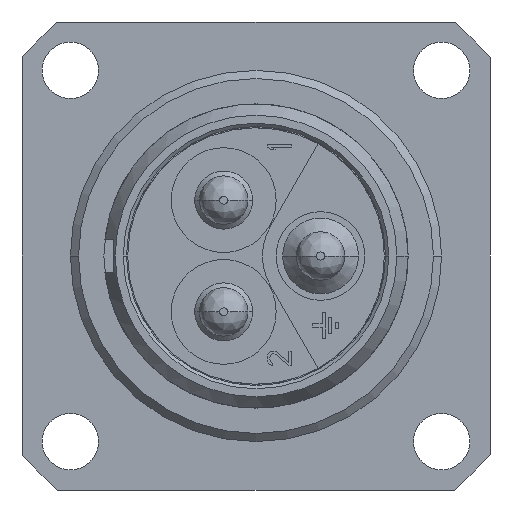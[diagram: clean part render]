
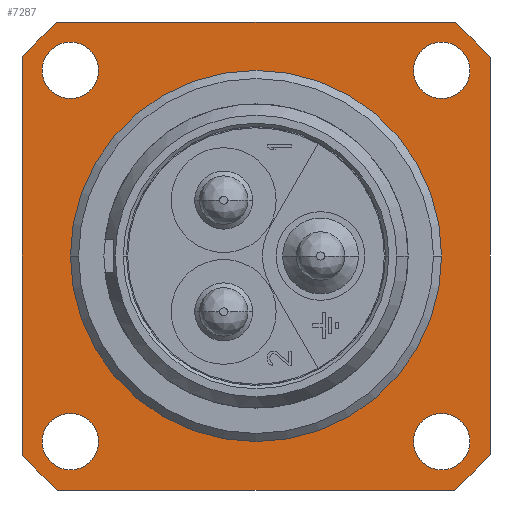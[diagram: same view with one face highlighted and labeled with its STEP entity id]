
A CAD part, left-side view. The second image highlights one B-rep face of the part: STEP entity #7287.
In plain terms, the highlighted planar face has unit normal (-1, 0, 0).
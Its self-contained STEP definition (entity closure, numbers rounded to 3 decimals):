
#447=CARTESIAN_POINT('',(-0.5,0.,0.));
#448=DIRECTION('',(1.,0.,0.));
#449=DIRECTION('',(0.,1.,0.));
#450=AXIS2_PLACEMENT_3D('',#447,#448,#449);
#460=CARTESIAN_POINT('',(-0.5,0.,0.));
#461=DIRECTION('',(1.,0.,0.));
#462=DIRECTION('',(0.,-1.,0.));
#463=AXIS2_PLACEMENT_3D('',#460,#461,#462);
#465=DIRECTION('',(0.,1.,0.));
#466=VECTOR('',#465,24.556);
#467=CARTESIAN_POINT('',(-0.5,-12.278,14.5));
#468=LINE('998',#467,#466);
#469=CARTESIAN_POINT('',(-0.5,0.,0.));
#470=DIRECTION('',(1.,0.,0.));
#471=DIRECTION('',(0.,-0.646,0.763));
#472=AXIS2_PLACEMENT_3D('',#469,#470,#471);
#474=DIRECTION('',(0.,0.,1.));
#475=VECTOR('',#474,24.556);
#476=CARTESIAN_POINT('',(-0.5,-14.5,-12.278));
#477=LINE('999',#476,#475);
#478=CARTESIAN_POINT('',(-0.5,0.,0.));
#479=DIRECTION('',(1.,0.,0.));
#480=DIRECTION('',(0.,-0.763,-0.646));
#481=AXIS2_PLACEMENT_3D('',#478,#479,#480);
#483=DIRECTION('',(0.,-1.,0.));
#484=VECTOR('',#483,24.556);
#485=CARTESIAN_POINT('',(-0.5,12.278,-14.5));
#486=LINE('1000',#485,#484);
#487=CARTESIAN_POINT('',(-0.5,0.,0.));
#488=DIRECTION('',(1.,0.,0.));
#489=DIRECTION('',(0.,0.646,-0.763));
#490=AXIS2_PLACEMENT_3D('',#487,#488,#489);
#492=DIRECTION('',(0.,0.,-1.));
#493=VECTOR('',#492,24.556);
#494=CARTESIAN_POINT('',(-0.5,14.5,12.278));
#495=LINE('1001',#494,#493);
#496=CARTESIAN_POINT('',(-0.5,0.,0.));
#497=DIRECTION('',(1.,0.,0.));
#498=DIRECTION('',(0.,0.763,0.646));
#499=AXIS2_PLACEMENT_3D('',#496,#497,#498);
#501=CARTESIAN_POINT('',(-0.5,11.5,-11.5));
#502=DIRECTION('',(-1.,0.,0.));
#503=DIRECTION('',(0.,0.,-1.));
#504=AXIS2_PLACEMENT_3D('',#501,#502,#503);
#506=CARTESIAN_POINT('',(-0.5,11.5,-11.5));
#507=DIRECTION('',(-1.,0.,0.));
#508=DIRECTION('',(0.,0.,1.));
#509=AXIS2_PLACEMENT_3D('',#506,#507,#508);
#511=CARTESIAN_POINT('',(-0.5,11.5,11.5));
#512=DIRECTION('',(-1.,0.,0.));
#513=DIRECTION('',(0.,0.,-1.));
#514=AXIS2_PLACEMENT_3D('',#511,#512,#513);
#516=CARTESIAN_POINT('',(-0.5,11.5,11.5));
#517=DIRECTION('',(-1.,0.,0.));
#518=DIRECTION('',(0.,0.,1.));
#519=AXIS2_PLACEMENT_3D('',#516,#517,#518);
#521=CARTESIAN_POINT('',(-0.5,-11.5,-11.5));
#522=DIRECTION('',(-1.,0.,0.));
#523=DIRECTION('',(0.,0.,-1.));
#524=AXIS2_PLACEMENT_3D('',#521,#522,#523);
#526=CARTESIAN_POINT('',(-0.5,-11.5,-11.5));
#527=DIRECTION('',(-1.,0.,0.));
#528=DIRECTION('',(0.,0.,1.));
#529=AXIS2_PLACEMENT_3D('',#526,#527,#528);
#531=CARTESIAN_POINT('',(-0.5,-11.5,11.5));
#532=DIRECTION('',(-1.,0.,0.));
#533=DIRECTION('',(0.,0.,-1.));
#534=AXIS2_PLACEMENT_3D('',#531,#532,#533);
#536=CARTESIAN_POINT('',(-0.5,-11.5,11.5));
#537=DIRECTION('',(-1.,0.,0.));
#538=DIRECTION('',(0.,0.,1.));
#539=AXIS2_PLACEMENT_3D('',#536,#537,#538);
#5660=CARTESIAN_POINT('',(-0.5,11.5,0.));
#5661=VERTEX_POINT('',#5660);
#5662=CARTESIAN_POINT('',(-0.5,-11.5,0.));
#5663=VERTEX_POINT('',#5662);
#5680=CARTESIAN_POINT('',(-0.5,11.5,-13.25));
#5681=CARTESIAN_POINT('',(-0.5,11.5,-9.75));
#5682=VERTEX_POINT('',#5680);
#5683=VERTEX_POINT('',#5681);
#5684=CARTESIAN_POINT('',(-0.5,11.5,9.75));
#5685=CARTESIAN_POINT('',(-0.5,11.5,13.25));
#5686=VERTEX_POINT('',#5684);
#5687=VERTEX_POINT('',#5685);
#5688=CARTESIAN_POINT('',(-0.5,-11.5,-13.25));
#5689=CARTESIAN_POINT('',(-0.5,-11.5,-9.75));
#5690=VERTEX_POINT('',#5688);
#5691=VERTEX_POINT('',#5689);
#5692=CARTESIAN_POINT('',(-0.5,-11.5,9.75));
#5693=CARTESIAN_POINT('',(-0.5,-11.5,13.25));
#5694=VERTEX_POINT('',#5692);
#5695=VERTEX_POINT('',#5693);
#5790=CARTESIAN_POINT('',(-0.5,-12.278,14.5));
#5791=CARTESIAN_POINT('',(-0.5,12.278,14.5));
#5792=VERTEX_POINT('',#5790);
#5793=VERTEX_POINT('',#5791);
#5794=CARTESIAN_POINT('',(-0.5,-14.5,-12.278));
#5795=CARTESIAN_POINT('',(-0.5,-14.5,12.278));
#5796=VERTEX_POINT('',#5794);
#5797=VERTEX_POINT('',#5795);
#5798=CARTESIAN_POINT('',(-0.5,12.278,-14.5));
#5799=CARTESIAN_POINT('',(-0.5,-12.278,-14.5));
#5800=VERTEX_POINT('',#5798);
#5801=VERTEX_POINT('',#5799);
#5802=CARTESIAN_POINT('',(-0.5,14.5,12.278));
#5803=CARTESIAN_POINT('',(-0.5,14.5,-12.278));
#5804=VERTEX_POINT('',#5802);
#5805=VERTEX_POINT('',#5803);
#7236=CARTESIAN_POINT('',(-0.5,0.,0.));
#7237=DIRECTION('',(1.,0.,0.));
#7238=DIRECTION('',(0.,0.,-1.));
#7239=AXIS2_PLACEMENT_3D('',#7236,#7237,#7238);
#7240=PLANE('288',#7239);
#7242=ORIENTED_EDGE('998',*,*,#7241,.F.);
#7244=ORIENTED_EDGE('1049',*,*,#7243,.T.);
#7246=ORIENTED_EDGE('999',*,*,#7245,.F.);
#7248=ORIENTED_EDGE('1048',*,*,#7247,.T.);
#7250=ORIENTED_EDGE('1000',*,*,#7249,.F.);
#7252=ORIENTED_EDGE('1047',*,*,#7251,.T.);
#7254=ORIENTED_EDGE('1001',*,*,#7253,.F.);
#7256=ORIENTED_EDGE('1036',*,*,#7255,.T.);
#7257=EDGE_LOOP('288',(#7242,#7244,#7246,#7248,#7250,#7252,#7254,#7256));
#7258=FACE_OUTER_BOUND('288',#7257,.F.);
#7260=ORIENTED_EDGE('896',*,*,#7259,.T.);
#7262=ORIENTED_EDGE('897',*,*,#7261,.T.);
#7263=EDGE_LOOP('288',(#7260,#7262));
#7264=FACE_BOUND('288',#7263,.F.);
#7266=ORIENTED_EDGE('898',*,*,#7265,.T.);
#7268=ORIENTED_EDGE('899',*,*,#7267,.T.);
#7269=EDGE_LOOP('288',(#7266,#7268));
#7270=FACE_BOUND('288',#7269,.F.);
#7272=ORIENTED_EDGE('900',*,*,#7271,.T.);
#7274=ORIENTED_EDGE('901',*,*,#7273,.T.);
#7275=EDGE_LOOP('288',(#7272,#7274));
#7276=FACE_BOUND('288',#7275,.F.);
#7278=ORIENTED_EDGE('902',*,*,#7277,.T.);
#7280=ORIENTED_EDGE('903',*,*,#7279,.T.);
#7281=EDGE_LOOP('288',(#7278,#7280));
#7282=FACE_BOUND('288',#7281,.F.);
#7283=ORIENTED_EDGE('886',*,*,#7201,.F.);
#7284=ORIENTED_EDGE('887',*,*,#7224,.F.);
#7285=EDGE_LOOP('288',(#7283,#7284));
#7286=FACE_BOUND('288',#7285,.F.);
#451=CIRCLE('886',#450,11.5);
#464=CIRCLE('887',#463,11.5);
#473=CIRCLE('1049',#472,19.);
#482=CIRCLE('1048',#481,19.);
#491=CIRCLE('1047',#490,19.);
#500=CIRCLE('1036',#499,19.);
#505=CIRCLE('896',#504,1.75);
#510=CIRCLE('897',#509,1.75);
#515=CIRCLE('898',#514,1.75);
#520=CIRCLE('899',#519,1.75);
#525=CIRCLE('900',#524,1.75);
#530=CIRCLE('901',#529,1.75);
#535=CIRCLE('902',#534,1.75);
#540=CIRCLE('903',#539,1.75);
#7201=EDGE_CURVE('886',#5661,#5663,#451,.T.);
#7224=EDGE_CURVE('887',#5663,#5661,#464,.T.);
#7241=EDGE_CURVE('998',#5792,#5793,#468,.T.);
#7243=EDGE_CURVE('1049',#5792,#5797,#473,.T.);
#7245=EDGE_CURVE('999',#5796,#5797,#477,.T.);
#7247=EDGE_CURVE('1048',#5796,#5801,#482,.T.);
#7249=EDGE_CURVE('1000',#5800,#5801,#486,.T.);
#7251=EDGE_CURVE('1047',#5800,#5805,#491,.T.);
#7253=EDGE_CURVE('1001',#5804,#5805,#495,.T.);
#7255=EDGE_CURVE('1036',#5804,#5793,#500,.T.);
#7259=EDGE_CURVE('896',#5682,#5683,#505,.T.);
#7261=EDGE_CURVE('897',#5683,#5682,#510,.T.);
#7265=EDGE_CURVE('898',#5686,#5687,#515,.T.);
#7267=EDGE_CURVE('899',#5687,#5686,#520,.T.);
#7271=EDGE_CURVE('900',#5690,#5691,#525,.T.);
#7273=EDGE_CURVE('901',#5691,#5690,#530,.T.);
#7277=EDGE_CURVE('902',#5694,#5695,#535,.T.);
#7279=EDGE_CURVE('903',#5695,#5694,#540,.T.);
#7287=ADVANCED_FACE('288',(#7258,#7264,#7270,#7276,#7282,#7286),#7240,.F.);
